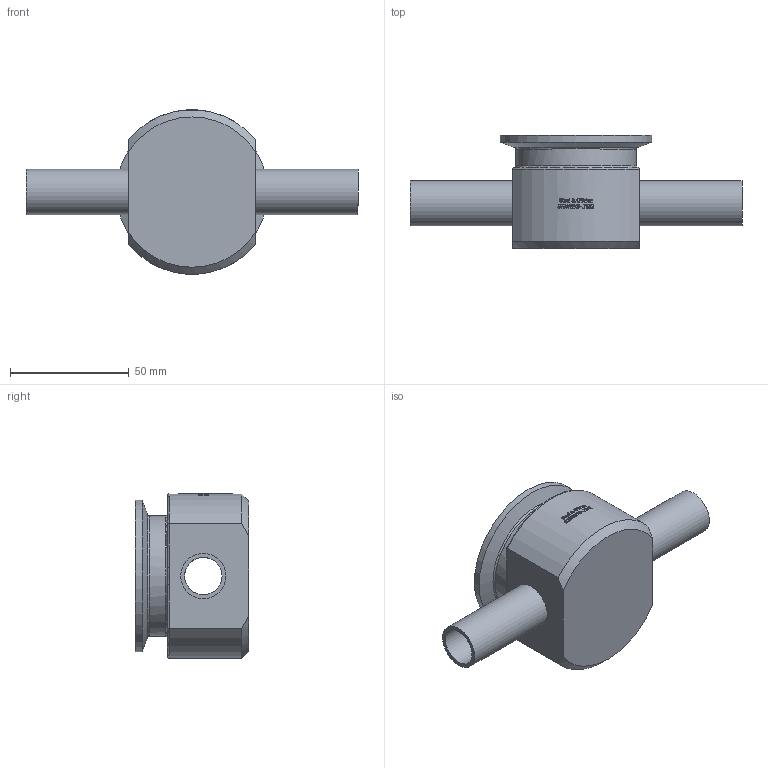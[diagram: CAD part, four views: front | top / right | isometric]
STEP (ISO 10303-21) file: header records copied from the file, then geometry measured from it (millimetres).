
FILE_DESCRIPTION(/* description */ (''),/* implementation_level */ '2;1');
FILE_NAME(/* name */ 'S7IWWKS-.75X2.stp',/* time_stamp */ '2018-11-30T09:33:09-05:00',/* author */ ('ken'),/* organization */ (''),/* preprocessor_version */ 'ST-DEVELOPER v15.2',/* originating_system */ 'Autodesk Inventor 2014',/* authorisation */ '');
FILE_SCHEMA (('AUTOMOTIVE_DESIGN { 1 0 10303 214 3 1 1 }'));
Length unit declared in the file: inch
Products named in the file (1): S7IWWKS-.75X2
Bounding box: 139.7 x 47.62 x 69.17 mm (x, y, z)
Volume: 92442.8 mm3; surface area: 31697.6 mm2
Topology: 1 solids, 1 shells, 434 faces, 1172 edges, 777 vertices
Faces by surface type: plane 194, bspline 177, cylinder 47, torus 9, cone 7
Full cylindrical faces by diameter (mm): 15.748 x1, 19.05 x2, 47.498 x1, 50.8 x1, 63.881 x1
Entity records: 17005 total; most frequent: CARTESIAN_POINT 7113, ORIENTED_EDGE 2300, DIRECTION 1576, EDGE_CURVE 1150, VERTEX_POINT 770, AXIS2_PLACEMENT_3D 538, LINE 500, VECTOR 500
